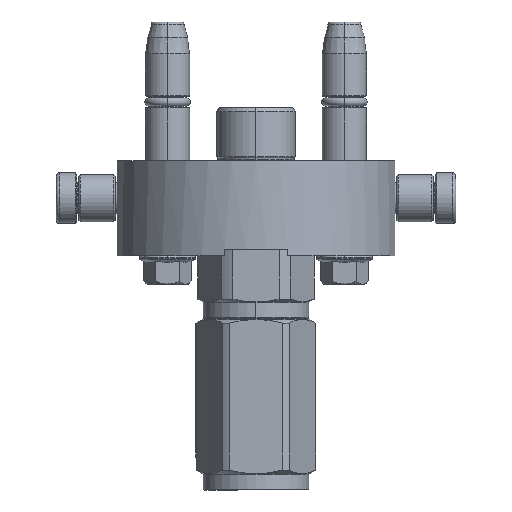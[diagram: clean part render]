
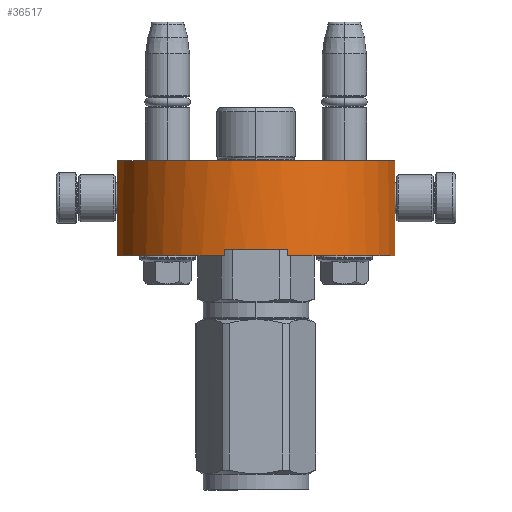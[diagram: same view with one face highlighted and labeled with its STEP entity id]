
A CAD part, left-side view. The second image highlights one B-rep face of the part: STEP entity #36517.
In plain terms, the highlighted cylindrical face has radius 44.75 mm (diameter 89.5 mm), a partial arc.
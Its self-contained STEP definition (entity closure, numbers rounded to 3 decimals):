
#627 = CARTESIAN_POINT ( 'NONE',  ( 44., 0., 8.159 ) ) ;
#657 = CARTESIAN_POINT ( 'NONE',  ( -10., 28., 43.618 ) ) ;
#1131 = CARTESIAN_POINT ( 'NONE',  ( 10., 30., 43.618 ) ) ;
#2180 = LINE ( 'NONE', #63881, #29468 ) ;
#4131 = CARTESIAN_POINT ( 'NONE',  ( 44., 30., 8.159 ) ) ;
#5311 = DIRECTION ( 'NONE',  ( -0.983, 0., 0.182 ) ) ;
#6003 = ORIENTED_EDGE ( 'NONE', *, *, #54585, .T. ) ;
#6024 = VERTEX_POINT ( 'NONE', #657 ) ;
#6823 = EDGE_LOOP ( 'NONE', ( #38374, #16658, #21902, #6003, #41561, #37302, #64459, #38102 ) ) ;
#6942 = VERTEX_POINT ( 'NONE', #13324 ) ;
#7047 = VERTEX_POINT ( 'NONE', #41845 ) ;
#10639 = VECTOR ( 'NONE', #29724, 1000. ) ;
#12957 = CIRCLE ( 'NONE', #41248, 44.75 ) ;
#13324 = CARTESIAN_POINT ( 'NONE',  ( -44., 0., 8.159 ) ) ;
#14051 = CARTESIAN_POINT ( 'NONE',  ( -44., 0., 8.159 ) ) ;
#14130 = AXIS2_PLACEMENT_3D ( 'NONE', #58099, #42255, #36233 ) ;
#16245 = EDGE_CURVE ( 'NONE', #41178, #50424, #2180, .T. ) ;
#16403 = DIRECTION ( 'NONE',  ( 0., 1., 0. ) ) ;
#16658 = ORIENTED_EDGE ( 'NONE', *, *, #65623, .F. ) ;
#16733 = VECTOR ( 'NONE', #16403, 1000. ) ;
#18391 = CIRCLE ( 'NONE', #49850, 44.75 ) ;
#19554 = VERTEX_POINT ( 'NONE', #1131 ) ;
#19695 = LINE ( 'NONE', #14051, #10639 ) ;
#20537 = AXIS2_PLACEMENT_3D ( 'NONE', #42906, #48190, #53283 ) ;
#21902 = ORIENTED_EDGE ( 'NONE', *, *, #52076, .F. ) ;
#24049 = CARTESIAN_POINT ( 'NONE',  ( 0., 28., 0. ) ) ;
#26434 = CYLINDRICAL_SURFACE ( 'NONE', #20537, 44.75 ) ;
#27986 = EDGE_CURVE ( 'NONE', #6024, #62145, #18391, .T. ) ;
#29468 = VECTOR ( 'NONE', #31933, 1000. ) ;
#29724 = DIRECTION ( 'NONE',  ( 0., 1., 0. ) ) ;
#30200 = CARTESIAN_POINT ( 'NONE',  ( 10., 28., 43.618 ) ) ;
#31933 = DIRECTION ( 'NONE',  ( 0., 1., 0. ) ) ;
#33205 = DIRECTION ( 'NONE',  ( 0., 1., 0. ) ) ;
#36233 = DIRECTION ( 'NONE',  ( -0.983, 0., 0.182 ) ) ;
#36517 = ADVANCED_FACE ( 'NONE', ( #56860 ), #26434, .T. ) ;
#36726 = CARTESIAN_POINT ( 'NONE',  ( 10., 28., 43.618 ) ) ;
#36922 = CARTESIAN_POINT ( 'NONE',  ( 0., 0., 0. ) ) ;
#37302 = ORIENTED_EDGE ( 'NONE', *, *, #44191, .F. ) ;
#38102 = ORIENTED_EDGE ( 'NONE', *, *, #27986, .F. ) ;
#38374 = ORIENTED_EDGE ( 'NONE', *, *, #49535, .T. ) ;
#39938 = DIRECTION ( 'NONE',  ( 0., 1., 0. ) ) ;
#40330 = DIRECTION ( 'NONE',  ( 0., 1., 0. ) ) ;
#41178 = VERTEX_POINT ( 'NONE', #627 ) ;
#41248 = AXIS2_PLACEMENT_3D ( 'NONE', #64734, #33205, #48460 ) ;
#41561 = ORIENTED_EDGE ( 'NONE', *, *, #16245, .T. ) ;
#41845 = CARTESIAN_POINT ( 'NONE',  ( -10., 30., 43.618 ) ) ;
#42255 = DIRECTION ( 'NONE',  ( 0., 1., 0. ) ) ;
#42403 = CARTESIAN_POINT ( 'NONE',  ( -10., 28., 43.618 ) ) ;
#42906 = CARTESIAN_POINT ( 'NONE',  ( 0., 0., 0. ) ) ;
#43994 = AXIS2_PLACEMENT_3D ( 'NONE', #36922, #47092, #5311 ) ;
#44191 = EDGE_CURVE ( 'NONE', #19554, #50424, #12957, .T. ) ;
#46868 = LINE ( 'NONE', #30200, #67401 ) ;
#47092 = DIRECTION ( 'NONE',  ( 0., 1., 0. ) ) ;
#47865 = CARTESIAN_POINT ( 'NONE',  ( -44., 30., 8.159 ) ) ;
#48190 = DIRECTION ( 'NONE',  ( 0., -1., 0. ) ) ;
#48460 = DIRECTION ( 'NONE',  ( 0.223, 0., 0.975 ) ) ;
#49535 = EDGE_CURVE ( 'NONE', #6024, #7047, #53021, .T. ) ;
#49850 = AXIS2_PLACEMENT_3D ( 'NONE', #24049, #39938, #65680 ) ;
#50424 = VERTEX_POINT ( 'NONE', #4131 ) ;
#52076 = EDGE_CURVE ( 'NONE', #6942, #67636, #19695, .T. ) ;
#52475 = EDGE_CURVE ( 'NONE', #62145, #19554, #46868, .T. ) ;
#53021 = LINE ( 'NONE', #42403, #16733 ) ;
#53283 = DIRECTION ( 'NONE',  ( 1., 0., 0. ) ) ;
#54585 = EDGE_CURVE ( 'NONE', #6942, #41178, #57226, .T. ) ;
#56860 = FACE_OUTER_BOUND ( 'NONE', #6823, .T. ) ;
#57226 = CIRCLE ( 'NONE', #43994, 44.75 ) ;
#58099 = CARTESIAN_POINT ( 'NONE',  ( 0., 30., 0. ) ) ;
#62145 = VERTEX_POINT ( 'NONE', #36726 ) ;
#63849 = CIRCLE ( 'NONE', #14130, 44.75 ) ;
#63881 = CARTESIAN_POINT ( 'NONE',  ( 44., 0., 8.159 ) ) ;
#64459 = ORIENTED_EDGE ( 'NONE', *, *, #52475, .F. ) ;
#64734 = CARTESIAN_POINT ( 'NONE',  ( 0., 30., 0. ) ) ;
#65623 = EDGE_CURVE ( 'NONE', #67636, #7047, #63849, .T. ) ;
#65680 = DIRECTION ( 'NONE',  ( -0.223, 0., 0.975 ) ) ;
#67401 = VECTOR ( 'NONE', #40330, 1000. ) ;
#67636 = VERTEX_POINT ( 'NONE', #47865 ) ;
